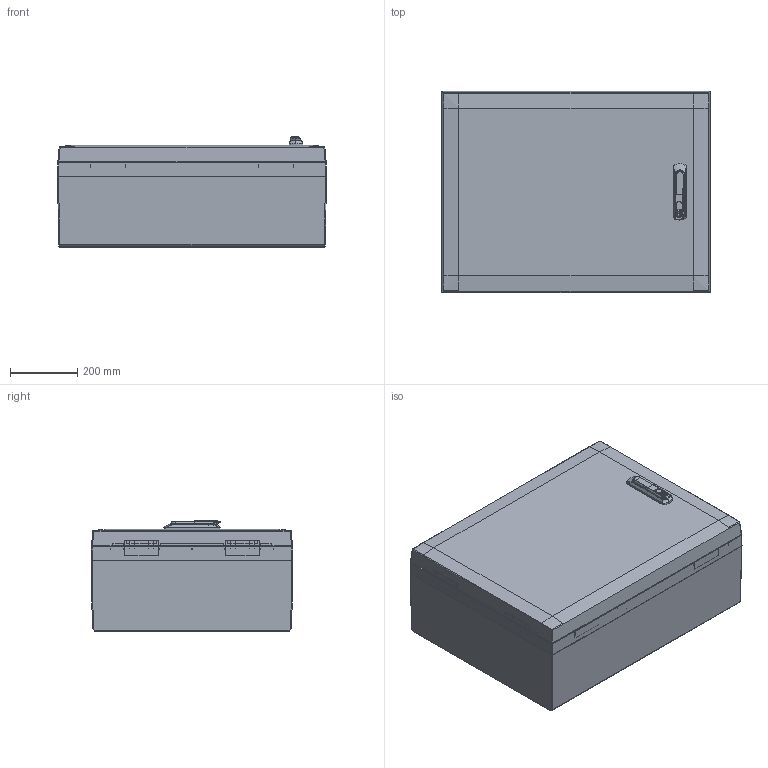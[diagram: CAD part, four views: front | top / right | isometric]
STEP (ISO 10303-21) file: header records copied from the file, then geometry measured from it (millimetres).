
FILE_DESCRIPTION (( 'STEP AP203' ), '1' );
FILE_NAME ('ARCA 608030S with MPS.STEP', '2022-05-30T08:57:41', ( '' ), ( '' ), 'SwSTEP 2.0', 'SolidWorks 2021', '' );
FILE_SCHEMA (( 'CONFIG_CONTROL_DESIGN' ));
Products named in the file (8): 806030 base bottom; Cabinet hinge mid size; Cover 608005S; MPS 8060; Swing Handle 60 for 6080; ARCA 608030S with MPS; 806030 base frame; Cabinet806030base
Assembly tree (8 placements, depth 3):
  ARCA 608030S with MPS
    Cabinet806030base
      806030 base bottom
      806030 base frame
    Cabinet hinge mid size  x2
    Cover 608005S
    MPS 8060
    Swing Handle 60 for 6080
Bounding box: 800 x 600 x 327.35 mm (x, y, z)
Volume: 11169427.1 mm3; surface area: 5718052.9 mm2
Topology: 43 solids, 43 shells, 5147 faces, 13220 edges, 8580 vertices
Faces by surface type: plane 3076, cylinder 1258, bspline 288, cone 277, torus 198, sphere 50
Entity records: 193007 total; most frequent: CARTESIAN_POINT 73510, ORIENTED_EDGE 25752, DIRECTION 22885, EDGE_CURVE 12876, VERTEX_POINT 8378, LINE 8313, VECTOR 8313, AXIS2_PLACEMENT_3D 7286
